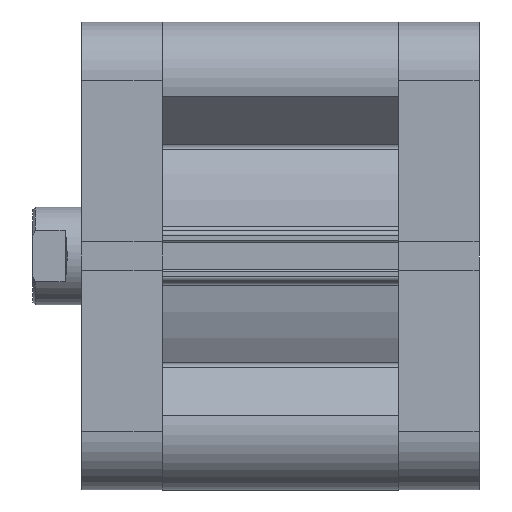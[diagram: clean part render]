
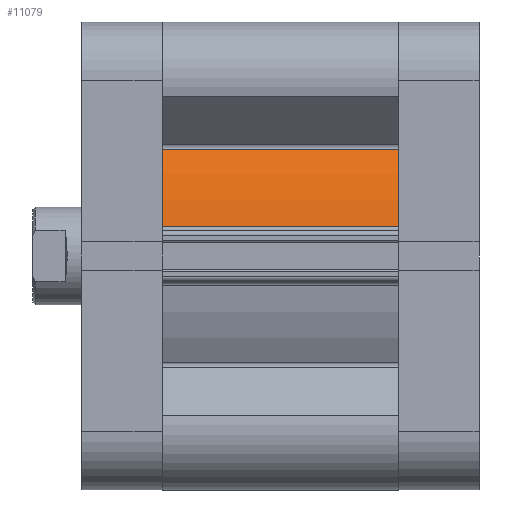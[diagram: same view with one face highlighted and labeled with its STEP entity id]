
A CAD part, front view. The second image highlights one B-rep face of the part: STEP entity #11079.
In plain terms, the highlighted cylindrical face has radius 43.5 mm (diameter 87 mm), a partial arc.
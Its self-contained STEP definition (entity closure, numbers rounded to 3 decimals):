
#183 = EDGE_LOOP ( 'NONE', ( #1132, #1131, #1130, #1129 ) ) ;
#762 = VERTEX_POINT ( 'NONE', #1788 ) ;
#763 = VERTEX_POINT ( 'NONE', #1789 ) ;
#764 = VERTEX_POINT ( 'NONE', #1790 ) ;
#765 = VERTEX_POINT ( 'NONE', #1791 ) ;
#1129 = ORIENTED_EDGE ( 'NONE', *, *, #10739, .T. ) ;
#1130 = ORIENTED_EDGE ( 'NONE', *, *, #10728, .F. ) ;
#1131 = ORIENTED_EDGE ( 'NONE', *, *, #10737, .T. ) ;
#1132 = ORIENTED_EDGE ( 'NONE', *, *, #10738, .T. ) ;
#1788 = CARTESIAN_POINT ( 'NONE',  ( 6.11, -43.069, 48.5 ) ) ;
#1789 = CARTESIAN_POINT ( 'NONE',  ( 21.765, -37.663, 48.5 ) ) ;
#1790 = CARTESIAN_POINT ( 'NONE',  ( 21.765, -37.663, 0. ) ) ;
#1791 = CARTESIAN_POINT ( 'NONE',  ( 6.11, -43.069, 0. ) ) ;
#3913 = CIRCLE ( 'NONE', #8630, 43.5 ) ;
#3916 = VECTOR ( 'NONE', #5048, 1000. ) ;
#3921 = LINE ( 'NONE', #5053, #3923 ) ;
#3923 = VECTOR ( 'NONE', #5054, 1000. ) ;
#3924 = LINE ( 'NONE', #5040, #3916 ) ;
#3929 = CIRCLE ( 'NONE', #8631, 43.5 ) ;
#5015 = CARTESIAN_POINT ( 'NONE',  ( 0., 0., 48.5 ) ) ;
#5024 = DIRECTION ( 'NONE',  ( 0., 0., 1. ) ) ;
#5025 = DIRECTION ( 'NONE',  ( 1., 0., 0. ) ) ;
#5040 = CARTESIAN_POINT ( 'NONE',  ( 21.765, -37.663, 48.5 ) ) ;
#5048 = DIRECTION ( 'NONE',  ( 0., 0., 1. ) ) ;
#5049 = CARTESIAN_POINT ( 'NONE',  ( 0., 0., 0. ) ) ;
#5051 = DIRECTION ( 'NONE',  ( 0., 0., 1. ) ) ;
#5052 = DIRECTION ( 'NONE',  ( 1., 0., 0. ) ) ;
#5053 = CARTESIAN_POINT ( 'NONE',  ( 6.11, -43.069, 48.5 ) ) ;
#5054 = DIRECTION ( 'NONE',  ( 0., 0., -1. ) ) ;
#6043 = DIRECTION ( 'NONE',  ( -1., 0., 0. ) ) ;
#6044 = DIRECTION ( 'NONE',  ( 0., 0., -1. ) ) ;
#6045 = CARTESIAN_POINT ( 'NONE',  ( 0., 0., 48.5 ) ) ;
#6862 = FACE_OUTER_BOUND ( 'NONE', #183, .T. ) ;
#6865 = CYLINDRICAL_SURFACE ( 'NONE', #8866, 43.5 ) ;
#8630 = AXIS2_PLACEMENT_3D ( 'NONE', #5015, #5024, #5025 ) ;
#8631 = AXIS2_PLACEMENT_3D ( 'NONE', #5049, #5051, #5052 ) ;
#8866 = AXIS2_PLACEMENT_3D ( 'NONE', #6045, #6044, #6043 ) ;
#10728 = EDGE_CURVE ( 'NONE', #762, #763, #3913, .T. ) ;
#10737 = EDGE_CURVE ( 'NONE', #764, #763, #3924, .T. ) ;
#10738 = EDGE_CURVE ( 'NONE', #765, #764, #3929, .T. ) ;
#10739 = EDGE_CURVE ( 'NONE', #762, #765, #3921, .T. ) ;
#11079 = ADVANCED_FACE ( 'NONE', ( #6862 ), #6865, .T. ) ;
